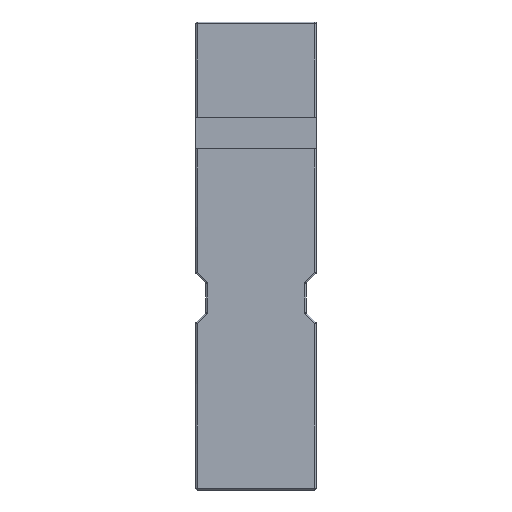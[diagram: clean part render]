
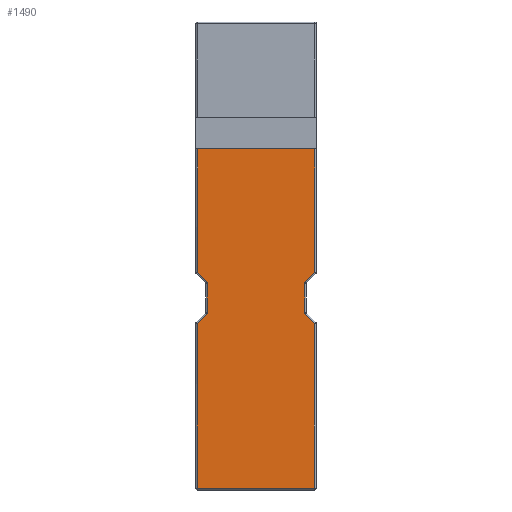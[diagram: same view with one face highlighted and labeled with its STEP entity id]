
A CAD part, front view. The second image highlights one B-rep face of the part: STEP entity #1490.
In plain terms, the highlighted planar face has unit normal (0, -1, 0).
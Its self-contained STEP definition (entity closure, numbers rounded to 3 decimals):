
#1 = EDGE_CURVE ( 'NONE', #3396, #3832, #1136, .T. ) ;
#10 = ORIENTED_EDGE ( 'NONE', *, *, #2596, .T. ) ;
#60 = DIRECTION ( 'NONE',  ( 0., -1., 0. ) ) ;
#242 = ORIENTED_EDGE ( 'NONE', *, *, #1654, .T. ) ;
#284 = CIRCLE ( 'NONE', #2670, 0.3 ) ;
#286 = VERTEX_POINT ( 'NONE', #2075 ) ;
#386 = LINE ( 'NONE', #2452, #3252 ) ;
#406 = VERTEX_POINT ( 'NONE', #4929 ) ;
#462 = CARTESIAN_POINT ( 'NONE',  ( -6.2, 0., -6.859 ) ) ;
#464 = VERTEX_POINT ( 'NONE', #3601 ) ;
#473 = DIRECTION ( 'NONE',  ( 0., 0., 1. ) ) ;
#491 = CARTESIAN_POINT ( 'NONE',  ( 6.2, 0., -6.859 ) ) ;
#499 = LINE ( 'NONE', #3180, #2599 ) ;
#669 = VECTOR ( 'NONE', #1025, 1000. ) ;
#759 = EDGE_LOOP ( 'NONE', ( #1390, #1647, #3469, #4001, #242, #943, #3298, #3896, #777, #3991, #3199, #4303, #10, #1264, #3459, #4946 ) ) ;
#762 = CARTESIAN_POINT ( 'NONE',  ( 5.9, 0., -6.859 ) ) ;
#777 = ORIENTED_EDGE ( 'NONE', *, *, #1683, .T. ) ;
#808 = DIRECTION ( 'NONE',  ( 1., 0., 0. ) ) ;
#848 = DIRECTION ( 'NONE',  ( 0., 0., -1. ) ) ;
#866 = DIRECTION ( 'NONE',  ( 0., 0., -1. ) ) ;
#899 = DIRECTION ( 'NONE',  ( 0., 0., -1. ) ) ;
#922 = VERTEX_POINT ( 'NONE', #1810 ) ;
#943 = ORIENTED_EDGE ( 'NONE', *, *, #1655, .T. ) ;
#1025 = DIRECTION ( 'NONE',  ( 0.707, 0., 0.707 ) ) ;
#1060 = CARTESIAN_POINT ( 'NONE',  ( 11.091, 0., 10.009 ) ) ;
#1077 = VECTOR ( 'NONE', #3620, 1000. ) ;
#1136 = CIRCLE ( 'NONE', #3426, 0.3 ) ;
#1145 = VERTEX_POINT ( 'NONE', #4999 ) ;
#1191 = VECTOR ( 'NONE', #1276, 1000. ) ;
#1219 = DIRECTION ( 'NONE',  ( 0., 0., 1. ) ) ;
#1238 = CARTESIAN_POINT ( 'NONE',  ( -7.1, 0., -2.017 ) ) ;
#1242 = CARTESIAN_POINT ( 'NONE',  ( -5.9, 0., -6.859 ) ) ;
#1248 = DIRECTION ( 'NONE',  ( 0.707, 0., -0.707 ) ) ;
#1264 = ORIENTED_EDGE ( 'NONE', *, *, #1, .T. ) ;
#1276 = DIRECTION ( 'NONE',  ( -0.707, 0., 0.707 ) ) ;
#1314 = CARTESIAN_POINT ( 'NONE',  ( -6.2, 0., -3.341 ) ) ;
#1390 = ORIENTED_EDGE ( 'NONE', *, *, #1511, .F. ) ;
#1437 = VECTOR ( 'NONE', #3570, 1000. ) ;
#1446 = DIRECTION ( 'NONE',  ( -0.707, 0., -0.707 ) ) ;
#1490 = ADVANCED_FACE ( 'NONE', ( #1817 ), #3525, .T. ) ;
#1495 = DIRECTION ( 'NONE',  ( 0., 0., -1. ) ) ;
#1511 = EDGE_CURVE ( 'NONE', #3790, #2854, #4033, .T. ) ;
#1539 = EDGE_CURVE ( 'NONE', #3790, #2615, #499, .T. ) ;
#1592 = CARTESIAN_POINT ( 'NONE',  ( -7.3, 0., 28.4 ) ) ;
#1619 = AXIS2_PLACEMENT_3D ( 'NONE', #1314, #4088, #1725 ) ;
#1647 = ORIENTED_EDGE ( 'NONE', *, *, #1539, .T. ) ;
#1654 = EDGE_CURVE ( 'NONE', #3536, #406, #4606, .T. ) ;
#1655 = EDGE_CURVE ( 'NONE', #406, #4254, #3624, .T. ) ;
#1682 = EDGE_CURVE ( 'NONE', #286, #3175, #3381, .T. ) ;
#1683 = EDGE_CURVE ( 'NONE', #3175, #3568, #2483, .T. ) ;
#1700 = EDGE_CURVE ( 'NONE', #3568, #1145, #386, .T. ) ;
#1723 = EDGE_CURVE ( 'NONE', #1145, #2543, #2248, .T. ) ;
#1725 = DIRECTION ( 'NONE',  ( 0., 0., -1. ) ) ;
#1738 = LINE ( 'NONE', #4014, #4662 ) ;
#1744 = EDGE_CURVE ( 'NONE', #2543, #5056, #284, .T. ) ;
#1810 = CARTESIAN_POINT ( 'NONE',  ( 7.1, 0., -2.017 ) ) ;
#1813 = EDGE_CURVE ( 'NONE', #922, #2854, #4094, .T. ) ;
#1817 = FACE_OUTER_BOUND ( 'NONE', #759, .T. ) ;
#1835 = CARTESIAN_POINT ( 'NONE',  ( -7.1, 0., -28.2 ) ) ;
#1966 = CARTESIAN_POINT ( 'NONE',  ( -7.1, 0., 13. ) ) ;
#2002 = CARTESIAN_POINT ( 'NONE',  ( -7.3, 0., 13. ) ) ;
#2030 = CARTESIAN_POINT ( 'NONE',  ( 7.1, 0., -28.2 ) ) ;
#2049 = DIRECTION ( 'NONE',  ( 1., 0., 0. ) ) ;
#2075 = CARTESIAN_POINT ( 'NONE',  ( -7.1, 0., -8.183 ) ) ;
#2135 = CARTESIAN_POINT ( 'NONE',  ( 7.1, 0., 13. ) ) ;
#2248 = LINE ( 'NONE', #3609, #1191 ) ;
#2370 = VECTOR ( 'NONE', #4020, 1000. ) ;
#2418 = CIRCLE ( 'NONE', #1619, 0.3 ) ;
#2430 = CARTESIAN_POINT ( 'NONE',  ( -7.1, 0., -28.4 ) ) ;
#2452 = CARTESIAN_POINT ( 'NONE',  ( 7.1, 0., 28.4 ) ) ;
#2483 = LINE ( 'NONE', #3590, #4481 ) ;
#2543 = VERTEX_POINT ( 'NONE', #4763 ) ;
#2596 = EDGE_CURVE ( 'NONE', #5056, #3396, #3679, .T. ) ;
#2599 = VECTOR ( 'NONE', #848, 1000. ) ;
#2615 = VERTEX_POINT ( 'NONE', #1238 ) ;
#2670 = AXIS2_PLACEMENT_3D ( 'NONE', #491, #3224, #899 ) ;
#2704 = AXIS2_PLACEMENT_3D ( 'NONE', #462, #3188, #866 ) ;
#2718 = AXIS2_PLACEMENT_3D ( 'NONE', #1592, #60, #2769 ) ;
#2769 = DIRECTION ( 'NONE',  ( 0., 0., -1. ) ) ;
#2854 = VERTEX_POINT ( 'NONE', #2135 ) ;
#2935 = CARTESIAN_POINT ( 'NONE',  ( -5.988, 0., -7.071 ) ) ;
#3013 = CARTESIAN_POINT ( 'NONE',  ( 6.2, 0., -3.341 ) ) ;
#3039 = CARTESIAN_POINT ( 'NONE',  ( 5.9, 0., -3.341 ) ) ;
#3175 = VERTEX_POINT ( 'NONE', #1835 ) ;
#3180 = CARTESIAN_POINT ( 'NONE',  ( -7.1, 0., -2.059 ) ) ;
#3188 = DIRECTION ( 'NONE',  ( 0., 1., 0. ) ) ;
#3199 = ORIENTED_EDGE ( 'NONE', *, *, #1723, .T. ) ;
#3224 = DIRECTION ( 'NONE',  ( 0., 1., 0. ) ) ;
#3252 = VECTOR ( 'NONE', #473, 1000. ) ;
#3298 = ORIENTED_EDGE ( 'NONE', *, *, #3302, .T. ) ;
#3302 = EDGE_CURVE ( 'NONE', #4254, #286, #3607, .T. ) ;
#3381 = LINE ( 'NONE', #2430, #2370 ) ;
#3396 = VERTEX_POINT ( 'NONE', #3039 ) ;
#3426 = AXIS2_PLACEMENT_3D ( 'NONE', #3013, #4255, #1495 ) ;
#3459 = ORIENTED_EDGE ( 'NONE', *, *, #4585, .T. ) ;
#3469 = ORIENTED_EDGE ( 'NONE', *, *, #4166, .T. ) ;
#3525 = PLANE ( 'NONE',  #2718 ) ;
#3535 = CARTESIAN_POINT ( 'NONE',  ( -5.9, 0., -3.341 ) ) ;
#3536 = VERTEX_POINT ( 'NONE', #3535 ) ;
#3553 = CARTESIAN_POINT ( 'NONE',  ( 5.9, 0., -3.341 ) ) ;
#3568 = VERTEX_POINT ( 'NONE', #2030 ) ;
#3570 = DIRECTION ( 'NONE',  ( 0., 0., -1. ) ) ;
#3590 = CARTESIAN_POINT ( 'NONE',  ( -7.3, 0., -28.2 ) ) ;
#3601 = CARTESIAN_POINT ( 'NONE',  ( -5.988, 0., -3.129 ) ) ;
#3607 = LINE ( 'NONE', #1060, #4011 ) ;
#3609 = CARTESIAN_POINT ( 'NONE',  ( -18.391, 0., 17.309 ) ) ;
#3620 = DIRECTION ( 'NONE',  ( 0., 0., 1. ) ) ;
#3624 = CIRCLE ( 'NONE', #2704, 0.3 ) ;
#3679 = LINE ( 'NONE', #3553, #4782 ) ;
#3790 = VERTEX_POINT ( 'NONE', #1966 ) ;
#3810 = LINE ( 'NONE', #4567, #669 ) ;
#3832 = VERTEX_POINT ( 'NONE', #3964 ) ;
#3896 = ORIENTED_EDGE ( 'NONE', *, *, #1682, .T. ) ;
#3897 = VECTOR ( 'NONE', #808, 1000. ) ;
#3964 = CARTESIAN_POINT ( 'NONE',  ( 5.988, 0., -3.129 ) ) ;
#3991 = ORIENTED_EDGE ( 'NONE', *, *, #1700, .T. ) ;
#4001 = ORIENTED_EDGE ( 'NONE', *, *, #4211, .T. ) ;
#4011 = VECTOR ( 'NONE', #1446, 1000. ) ;
#4014 = CARTESIAN_POINT ( 'NONE',  ( -22.409, 0., 13.291 ) ) ;
#4020 = DIRECTION ( 'NONE',  ( 0., 0., -1. ) ) ;
#4033 = LINE ( 'NONE', #2002, #3897 ) ;
#4088 = DIRECTION ( 'NONE',  ( 0., 1., 0. ) ) ;
#4094 = LINE ( 'NONE', #4469, #1077 ) ;
#4166 = EDGE_CURVE ( 'NONE', #2615, #464, #1738, .T. ) ;
#4211 = EDGE_CURVE ( 'NONE', #464, #3536, #2418, .T. ) ;
#4254 = VERTEX_POINT ( 'NONE', #2935 ) ;
#4255 = DIRECTION ( 'NONE',  ( 0., 1., 0. ) ) ;
#4303 = ORIENTED_EDGE ( 'NONE', *, *, #1744, .T. ) ;
#4469 = CARTESIAN_POINT ( 'NONE',  ( 7.1, 0., 28.4 ) ) ;
#4481 = VECTOR ( 'NONE', #2049, 1000. ) ;
#4567 = CARTESIAN_POINT ( 'NONE',  ( 15.109, 0., 5.991 ) ) ;
#4585 = EDGE_CURVE ( 'NONE', #3832, #922, #3810, .T. ) ;
#4606 = LINE ( 'NONE', #1242, #1437 ) ;
#4662 = VECTOR ( 'NONE', #1248, 1000. ) ;
#4763 = CARTESIAN_POINT ( 'NONE',  ( 5.988, 0., -7.071 ) ) ;
#4782 = VECTOR ( 'NONE', #1219, 1000. ) ;
#4929 = CARTESIAN_POINT ( 'NONE',  ( -5.9, 0., -6.859 ) ) ;
#4946 = ORIENTED_EDGE ( 'NONE', *, *, #1813, .T. ) ;
#4999 = CARTESIAN_POINT ( 'NONE',  ( 7.1, 0., -8.183 ) ) ;
#5056 = VERTEX_POINT ( 'NONE', #762 ) ;
